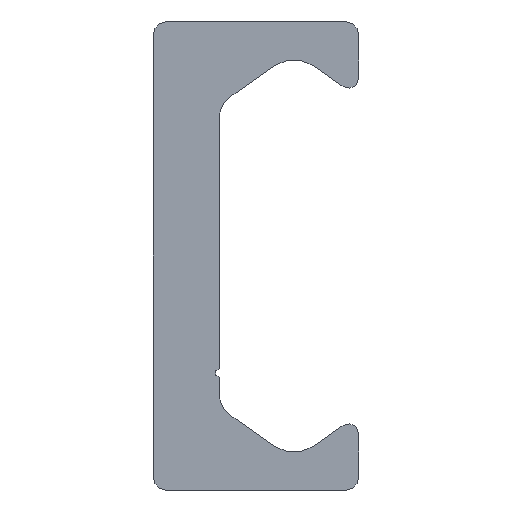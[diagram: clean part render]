
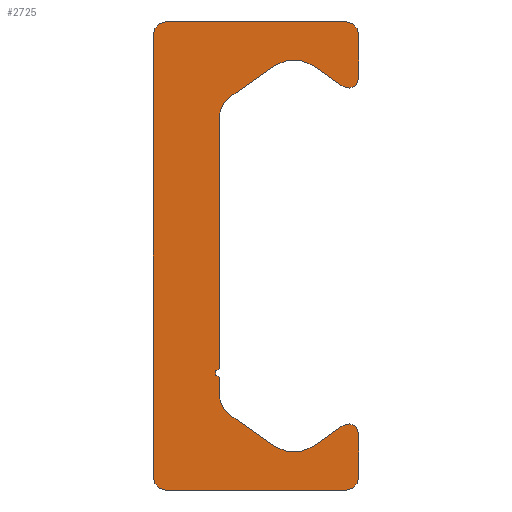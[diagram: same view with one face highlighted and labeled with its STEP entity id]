
A CAD part, left-side view. The second image highlights one B-rep face of the part: STEP entity #2725.
In plain terms, the highlighted planar face has unit normal (-1, 0, 0).
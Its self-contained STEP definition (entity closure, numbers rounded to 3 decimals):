
#1852=CARTESIAN_POINT('',(0.0,5.4,-14.));
#1853=VERTEX_POINT('',#1852);
#1860=CARTESIAN_POINT('',(0.0,6.15,-13.25));
#1861=VERTEX_POINT('',#1860);
#1862=CARTESIAN_POINT('',(0.0,5.4,-13.25));
#1863=DIRECTION('',(1.0,0.0,0.0));
#1864=DIRECTION('',(0.0,0.0,-1.0));
#1865=AXIS2_PLACEMENT_3D('',#1862,#1863,#1864);
#1866=CIRCLE('',#1865,0.75);
#1867=EDGE_CURVE('',#1853,#1861,#1866,.T.);
#1891=CARTESIAN_POINT('',(0.0,-5.4,-14.));
#1892=VERTEX_POINT('',#1891);
#1899=CARTESIAN_POINT('',(0.0,-5.4,-14.));
#1900=DIRECTION('',(0.0,1.0,0.0));
#1901=VECTOR('',#1900,10.8);
#1902=LINE('',#1899,#1901);
#1903=EDGE_CURVE('',#1892,#1853,#1902,.T.);
#1923=CARTESIAN_POINT('',(0.0,-6.15,-13.25));
#1924=VERTEX_POINT('',#1923);
#1931=CARTESIAN_POINT('',(0.0,-5.4,-13.25));
#1932=DIRECTION('',(1.0,0.0,0.0));
#1933=DIRECTION('',(0.0,-1.0,0.0));
#1934=AXIS2_PLACEMENT_3D('',#1931,#1932,#1933);
#1935=CIRCLE('',#1934,0.75);
#1936=EDGE_CURVE('',#1924,#1892,#1935,.T.);
#1955=CARTESIAN_POINT('',(0.0,-6.15,-10.63));
#1956=VERTEX_POINT('',#1955);
#1963=CARTESIAN_POINT('',(0.0,-6.15,-10.63));
#1964=DIRECTION('',(0.0,0.0,-1.0));
#1965=VECTOR('',#1964,2.62);
#1966=LINE('',#1963,#1965);
#1967=EDGE_CURVE('',#1956,#1924,#1966,.T.);
#1987=CARTESIAN_POINT('',(0.0,-5.206,-10.139));
#1988=VERTEX_POINT('',#1987);
#1995=CARTESIAN_POINT('',(0.0,-5.55,-10.63));
#1996=DIRECTION('',(1.0,0.0,0.0));
#1997=DIRECTION('',(0.0,0.574,0.819));
#1998=AXIS2_PLACEMENT_3D('',#1995,#1996,#1997);
#1999=CIRCLE('',#1998,0.6);
#2000=EDGE_CURVE('',#1988,#1956,#1999,.T.);
#2019=CARTESIAN_POINT('',(0.0,-3.417,-11.391));
#2020=VERTEX_POINT('',#2019);
#2027=CARTESIAN_POINT('',(0.0,-3.417,-11.391));
#2028=DIRECTION('',(0.0,-0.819,0.574));
#2029=VECTOR('',#2028,2.184);
#2030=LINE('',#2027,#2029);
#2031=EDGE_CURVE('',#2020,#1988,#2030,.T.);
#2051=CARTESIAN_POINT('',(0.0,-1.123,-11.391));
#2052=VERTEX_POINT('',#2051);
#2059=CARTESIAN_POINT('',(0.0,-2.27,-9.753));
#2060=DIRECTION('',(-1.0,0.0,0.0));
#2061=DIRECTION('',(0.0,0.574,0.819));
#2062=AXIS2_PLACEMENT_3D('',#2059,#2060,#2061);
#2063=CIRCLE('',#2062,2.0);
#2064=EDGE_CURVE('',#2052,#2020,#2063,.T.);
#2083=CARTESIAN_POINT('',(0.0,1.56,-9.512));
#2084=VERTEX_POINT('',#2083);
#2091=CARTESIAN_POINT('',(0.0,1.56,-9.512));
#2092=DIRECTION('',(0.0,-0.819,-0.574));
#2093=VECTOR('',#2092,3.276);
#2094=LINE('',#2091,#2093);
#2095=EDGE_CURVE('',#2084,#2052,#2094,.T.);
#2115=CARTESIAN_POINT('',(0.0,2.2,-8.283));
#2116=VERTEX_POINT('',#2115);
#2123=CARTESIAN_POINT('',(0.0,0.7,-8.283));
#2124=DIRECTION('',(-1.0,0.0,0.0));
#2125=DIRECTION('',(0.0,-0.574,0.819));
#2126=AXIS2_PLACEMENT_3D('',#2123,#2124,#2125);
#2127=CIRCLE('',#2126,1.5);
#2128=EDGE_CURVE('',#2116,#2084,#2127,.T.);
#2147=CARTESIAN_POINT('',(0.0,2.2,-7.25));
#2148=VERTEX_POINT('',#2147);
#2155=CARTESIAN_POINT('',(0.0,2.2,-7.25));
#2156=DIRECTION('',(0.0,0.0,-1.0));
#2157=VECTOR('',#2156,1.033);
#2158=LINE('',#2155,#2157);
#2159=EDGE_CURVE('',#2148,#2116,#2158,.T.);
#2179=CARTESIAN_POINT('',(0.0,2.2,-6.75));
#2180=VERTEX_POINT('',#2179);
#2187=CARTESIAN_POINT('',(0.0,2.2,-7.));
#2188=DIRECTION('',(-1.0,0.0,0.0));
#2189=DIRECTION('',(0.0,0.0,1.0));
#2190=AXIS2_PLACEMENT_3D('',#2187,#2188,#2189);
#2191=CIRCLE('',#2190,0.25);
#2192=EDGE_CURVE('',#2180,#2148,#2191,.T.);
#2211=CARTESIAN_POINT('',(0.0,2.2,8.283));
#2212=VERTEX_POINT('',#2211);
#2219=CARTESIAN_POINT('',(0.0,2.2,8.283));
#2220=DIRECTION('',(0.0,0.0,-1.0));
#2221=VECTOR('',#2220,15.033);
#2222=LINE('',#2219,#2221);
#2223=EDGE_CURVE('',#2212,#2180,#2222,.T.);
#2321=CARTESIAN_POINT('',(0.0,1.56,9.512));
#2322=VERTEX_POINT('',#2321);
#2329=CARTESIAN_POINT('',(0.0,0.7,8.283));
#2330=DIRECTION('',(-1.0,0.0,0.0));
#2331=DIRECTION('',(0.0,-1.0,0.0));
#2332=AXIS2_PLACEMENT_3D('',#2329,#2330,#2331);
#2333=CIRCLE('',#2332,1.5);
#2334=EDGE_CURVE('',#2322,#2212,#2333,.T.);
#2353=CARTESIAN_POINT('',(0.0,-1.123,11.391));
#2354=VERTEX_POINT('',#2353);
#2361=CARTESIAN_POINT('',(0.0,-1.123,11.391));
#2362=DIRECTION('',(0.0,0.819,-0.574));
#2363=VECTOR('',#2362,3.276);
#2364=LINE('',#2361,#2363);
#2365=EDGE_CURVE('',#2354,#2322,#2364,.T.);
#2385=CARTESIAN_POINT('',(0.0,-3.417,11.391));
#2386=VERTEX_POINT('',#2385);
#2393=CARTESIAN_POINT('',(0.0,-2.27,9.753));
#2394=DIRECTION('',(-1.0,0.0,0.0));
#2395=DIRECTION('',(0.0,-0.574,-0.819));
#2396=AXIS2_PLACEMENT_3D('',#2393,#2394,#2395);
#2397=CIRCLE('',#2396,2.0);
#2398=EDGE_CURVE('',#2386,#2354,#2397,.T.);
#2417=CARTESIAN_POINT('',(0.0,-5.206,10.139));
#2418=VERTEX_POINT('',#2417);
#2425=CARTESIAN_POINT('',(0.0,-5.206,10.139));
#2426=DIRECTION('',(0.0,0.819,0.574));
#2427=VECTOR('',#2426,2.184);
#2428=LINE('',#2425,#2427);
#2429=EDGE_CURVE('',#2418,#2386,#2428,.T.);
#2449=CARTESIAN_POINT('',(0.0,-6.15,10.63));
#2450=VERTEX_POINT('',#2449);
#2457=CARTESIAN_POINT('',(0.0,-5.55,10.63));
#2458=DIRECTION('',(1.0,0.0,0.0));
#2459=DIRECTION('',(0.0,-1.0,0.0));
#2460=AXIS2_PLACEMENT_3D('',#2457,#2458,#2459);
#2461=CIRCLE('',#2460,0.6);
#2462=EDGE_CURVE('',#2450,#2418,#2461,.T.);
#2481=CARTESIAN_POINT('',(0.0,-6.15,13.25));
#2482=VERTEX_POINT('',#2481);
#2489=CARTESIAN_POINT('',(0.0,-6.15,13.25));
#2490=DIRECTION('',(0.0,0.0,-1.0));
#2491=VECTOR('',#2490,2.62);
#2492=LINE('',#2489,#2491);
#2493=EDGE_CURVE('',#2482,#2450,#2492,.T.);
#2513=CARTESIAN_POINT('',(0.0,-5.4,14.));
#2514=VERTEX_POINT('',#2513);
#2521=CARTESIAN_POINT('',(0.0,-5.4,13.25));
#2522=DIRECTION('',(1.0,0.0,0.0));
#2523=DIRECTION('',(0.0,0.0,1.0));
#2524=AXIS2_PLACEMENT_3D('',#2521,#2522,#2523);
#2525=CIRCLE('',#2524,0.75);
#2526=EDGE_CURVE('',#2514,#2482,#2525,.T.);
#2545=CARTESIAN_POINT('',(0.0,5.4,14.));
#2546=VERTEX_POINT('',#2545);
#2553=CARTESIAN_POINT('',(0.0,5.4,14.));
#2554=DIRECTION('',(0.0,-1.0,0.0));
#2555=VECTOR('',#2554,10.8);
#2556=LINE('',#2553,#2555);
#2557=EDGE_CURVE('',#2546,#2514,#2556,.T.);
#2577=CARTESIAN_POINT('',(0.0,6.15,13.25));
#2578=VERTEX_POINT('',#2577);
#2585=CARTESIAN_POINT('',(0.0,5.4,13.25));
#2586=DIRECTION('',(1.0,0.0,0.0));
#2587=DIRECTION('',(0.0,1.0,0.0));
#2588=AXIS2_PLACEMENT_3D('',#2585,#2586,#2587);
#2589=CIRCLE('',#2588,0.75);
#2590=EDGE_CURVE('',#2578,#2546,#2589,.T.);
#2608=CARTESIAN_POINT('',(0.0,6.15,-13.25));
#2609=DIRECTION('',(0.0,0.0,1.0));
#2610=VECTOR('',#2609,26.5);
#2611=LINE('',#2608,#2610);
#2612=EDGE_CURVE('',#1861,#2578,#2611,.T.);
#2696=CARTESIAN_POINT('',(0.0,1.352,-0.021));
#2697=DIRECTION('',(1.0,0.0,0.0));
#2698=DIRECTION('',(0.0,0.0,-1.0));
#2699=AXIS2_PLACEMENT_3D('',#2696,#2697,#2698);
#2700=PLANE('',#2699);
#2701=ORIENTED_EDGE('',*,*,#2612,.F.);
#2702=ORIENTED_EDGE('',*,*,#1867,.F.);
#2703=ORIENTED_EDGE('',*,*,#1903,.F.);
#2704=ORIENTED_EDGE('',*,*,#1936,.F.);
#2705=ORIENTED_EDGE('',*,*,#1967,.F.);
#2706=ORIENTED_EDGE('',*,*,#2000,.F.);
#2707=ORIENTED_EDGE('',*,*,#2031,.F.);
#2708=ORIENTED_EDGE('',*,*,#2064,.F.);
#2709=ORIENTED_EDGE('',*,*,#2095,.F.);
#2710=ORIENTED_EDGE('',*,*,#2128,.F.);
#2711=ORIENTED_EDGE('',*,*,#2159,.F.);
#2712=ORIENTED_EDGE('',*,*,#2192,.F.);
#2713=ORIENTED_EDGE('',*,*,#2223,.F.);
#2714=ORIENTED_EDGE('',*,*,#2334,.F.);
#2715=ORIENTED_EDGE('',*,*,#2365,.F.);
#2716=ORIENTED_EDGE('',*,*,#2398,.F.);
#2717=ORIENTED_EDGE('',*,*,#2429,.F.);
#2718=ORIENTED_EDGE('',*,*,#2462,.F.);
#2719=ORIENTED_EDGE('',*,*,#2493,.F.);
#2720=ORIENTED_EDGE('',*,*,#2526,.F.);
#2721=ORIENTED_EDGE('',*,*,#2557,.F.);
#2722=ORIENTED_EDGE('',*,*,#2590,.F.);
#2723=EDGE_LOOP('',(#2701,#2702,#2703,#2704,#2705,#2706,#2707,#2708,#2709,#2710,#2711,#2712,#2713,#2714,#2715,#2716,#2717,#2718,#2719,#2720,#2721,#2722));
#2724=FACE_OUTER_BOUND('',#2723,.T.);
#2725=ADVANCED_FACE('',(#2724),#2700,.F.);
